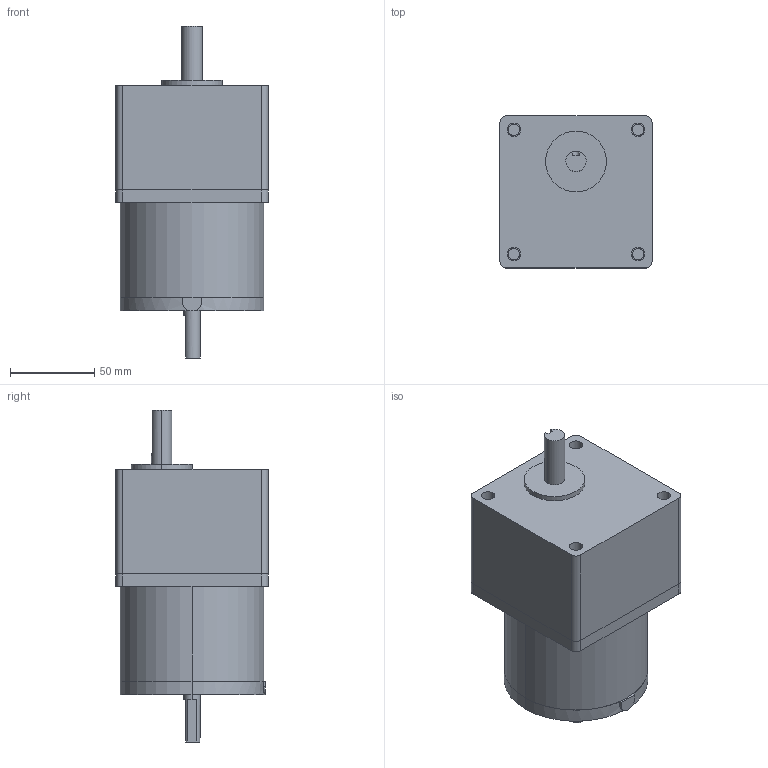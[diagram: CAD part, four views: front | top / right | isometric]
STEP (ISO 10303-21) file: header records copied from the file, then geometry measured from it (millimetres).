
FILE_DESCRIPTION (( 'STEP AP214' ), '1' );
FILE_NAME ('PS596TGXXB.STEP', '2015-02-07T04:54:50', ( 'j' ), ( '' ), 'SwSTEP 2.0', 'SolidWorks 2011', '' );
FILE_SCHEMA (( 'AUTOMOTIVE_DESIGN' ));
Length unit declared in the file: millimetre
Products named in the file (1): PS596TGXXB
Bounding box: 90 x 90 x 196.5 mm (x, y, z)
Volume: 929328.5 mm3; surface area: 101470.2 mm2
Topology: 5 solids, 5 shells, 76 faces, 168 edges, 112 vertices
Faces by surface type: plane 38, cylinder 38
Entity records: 2261 total; most frequent: CARTESIAN_POINT 424, DIRECTION 397, ORIENTED_EDGE 336, EDGE_CURVE 168, AXIS2_PLACEMENT_3D 155, VERTEX_POINT 112, VECTOR 87, LINE 87
